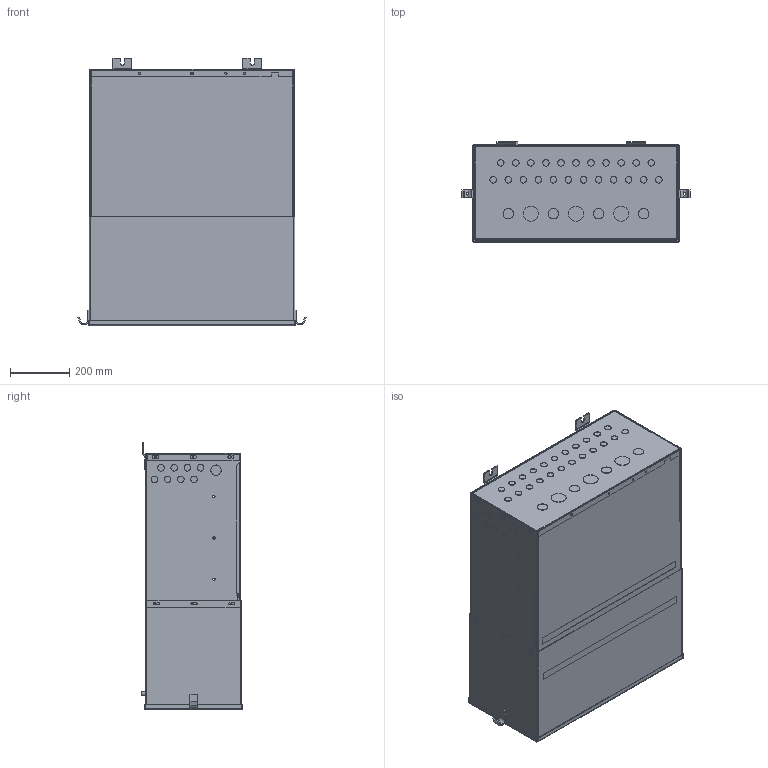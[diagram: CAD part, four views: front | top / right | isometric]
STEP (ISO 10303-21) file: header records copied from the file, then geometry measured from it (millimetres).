
FILE_DESCRIPTION (( 'STEP AP214' ), '1' );
FILE_NAME ('PTBA3150022SS.STEP', '2017-03-01T16:50:11', ( '' ), ( '' ), 'SwSTEP 2.0', 'SolidWorks 2017', '' );
FILE_SCHEMA (( 'AUTOMOTIVE_DESIGN' ));
Length unit declared in the file: inch
Products named in the file (11): B  8-700874-; C  7-700868-; C  8-701199-; B  1-700378-; C  8-700372-; B  8-700374-; A  1-85784-; B  7-700373-; PTBA3150022SS
Assembly tree (12 placements, depth 3):
  PTBA3150022SS
    C  8-700372-
      B  7-700373-
      A  1-85784-  x2
      B  8-700374-
      C  8-700372-
    C  8-701199-
      C  8-701199-
      B  1-700378-  x2
    C  7-700868-
    B  8-700874-
Bounding box: 769.34 x 342.97 x 901.69 mm (x, y, z)
Volume: 3736990.8 mm3; surface area: 4820353.2 mm2
Topology: 10 solids, 10 shells, 735 faces, 1672 edges, 1056 vertices
Faces by surface type: plane 385, cylinder 344, bspline 6
Entity records: 20572 total; most frequent: CARTESIAN_POINT 3800, DIRECTION 3630, ORIENTED_EDGE 3140, EDGE_CURVE 1570, AXIS2_PLACEMENT_3D 1374, VERTEX_POINT 996, VECTOR 882, LINE 882
